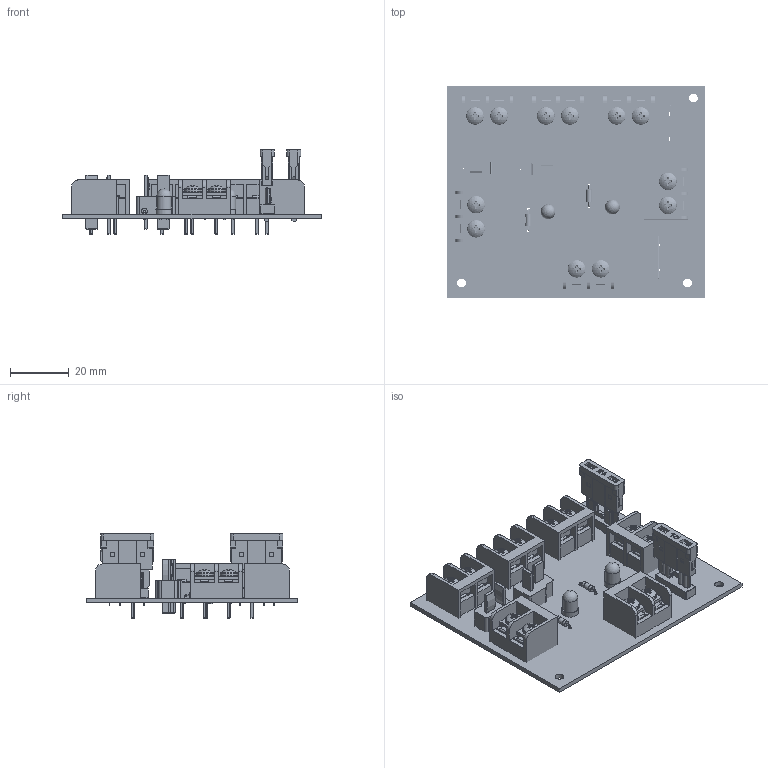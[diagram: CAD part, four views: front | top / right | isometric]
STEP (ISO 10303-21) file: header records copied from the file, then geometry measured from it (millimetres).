
FILE_DESCRIPTION(/* description */ (''),/* implementation_level */ '2;1');
FILE_NAME(/* name */ '17aada99-7990-41f9-9fb3-8662a7375de1.zip.stp',/* time_stamp */ '2020-11-17T12:11:11+00:00',/* author */ (''),/* organization */ (''),/* preprocessor_version */ 'ST-DEVELOPER v18.1',/* originating_system */ 'Autodesk Translation Framework v9.3.0.1241',/* authorisation */ '');
FILE_SCHEMA (('AUTOMOTIVE_DESIGN { 1 0 10303 214 3 1 1 }'));
Length unit declared in the file: millimetre
Products named in the file (16): Power-Final; PCB Component; Board; CAR_FUSE; Mini-Blade-Fuse-Holder; Fuse Holder; Body; Pins; Ensamblajef v1; fusible; filamento; T_CONNECTOR; RES-7; LED5MM; W239-302; 92000A114
Assembly tree (25 placements, depth 6):
  Power-Final
    PCB Component
      Board
      CAR_FUSE  x2
        Mini-Blade-Fuse-Holder
          Fuse Holder
            Body
            Pins
        Ensamblajef v1
          fusible
          filamento
      T_CONNECTOR  x2
      RES-7  x2
      LED5MM  x2
      W239-302  x6
        92000A114
Bounding box: 88 x 72 x 28.68 mm (x, y, z)
Volume: 23383.2 mm3; surface area: 38672.2 mm2
Topology: 69 solids, 69 shells, 2251 faces, 6033 edges, 3932 vertices
Faces by surface type: plane 1402, cylinder 619, sphere 78, cone 72, bspline 40, torus 40
Full cylindrical faces by diameter (mm): 0.46 x8, 0.813 x8, 1.6 x12, 1.929 x2, 2.03 x4, 2.35 x108, 2.5 x24, 3 x99, 5 x8, 5.085 x2, 6 x12
Entity records: 20992 total; most frequent: CARTESIAN_POINT 5580, ORIENTED_EDGE 3050, DIRECTION 3003, EDGE_CURVE 1525, LINE 1139, VECTOR 1139, VERTEX_POINT 997, AXIS2_PLACEMENT_3D 932
